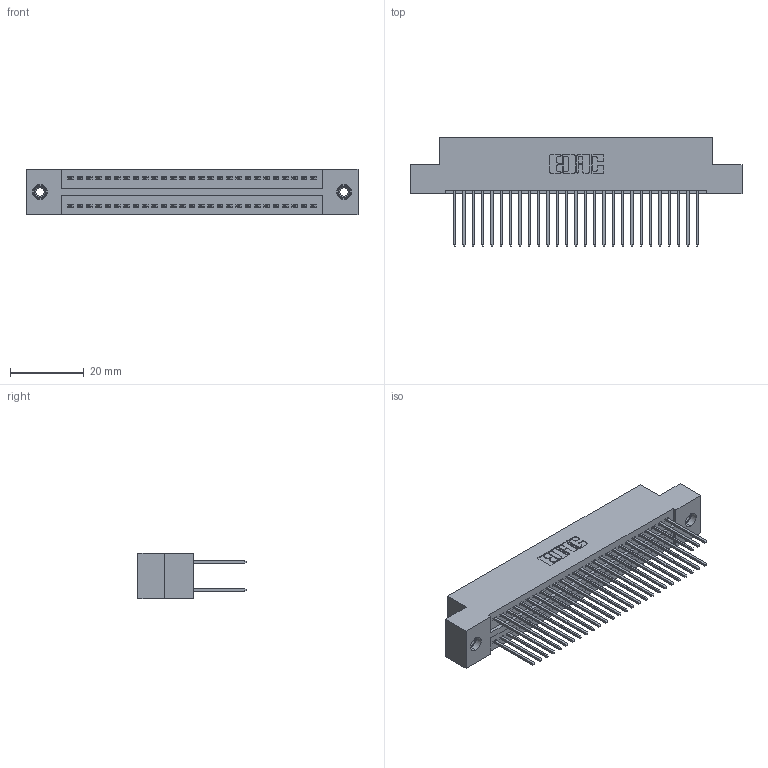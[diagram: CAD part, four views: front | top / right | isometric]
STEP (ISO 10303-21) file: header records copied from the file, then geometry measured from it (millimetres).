
FILE_DESCRIPTION (( 'STEP AP203' ), '1' );
FILE_NAME ('325-054-540-208.STEP', '2020-02-25T01:04:45', ( '' ), ( '' ), 'SwSTEP 2.0', 'SolidWorks 2016', '' );
FILE_SCHEMA (( 'CONFIG_CONTROL_DESIGN' ));
Length unit declared in the file: inch
Products named in the file (4): 325-292-001_325-293-140; 345-250-001_345-250-003-102; 325 Part_TI; 325-054-540-208
Assembly tree (57 placements, depth 2):
  325-054-540-208
    325 Part_TI
    325-292-001_325-293-140  x54
    345-250-001_345-250-003-102  x2
Bounding box: 90.3 x 29.46 x 12.45 mm (x, y, z)
Volume: 11720.6 mm3; surface area: 14818.7 mm2
Topology: 57 solids, 57 shells, 2982 faces, 8817 edges, 5798 vertices
Faces by surface type: plane 2046, cylinder 920, cone 12, torus 4
Entity records: 20514 total; most frequent: CARTESIAN_POINT 3401, ORIENTED_EDGE 3330, DIRECTION 2963, EDGE_CURVE 1665, LINE 1517, VECTOR 1517, VERTEX_POINT 1104, AXIS2_PLACEMENT_3D 723
